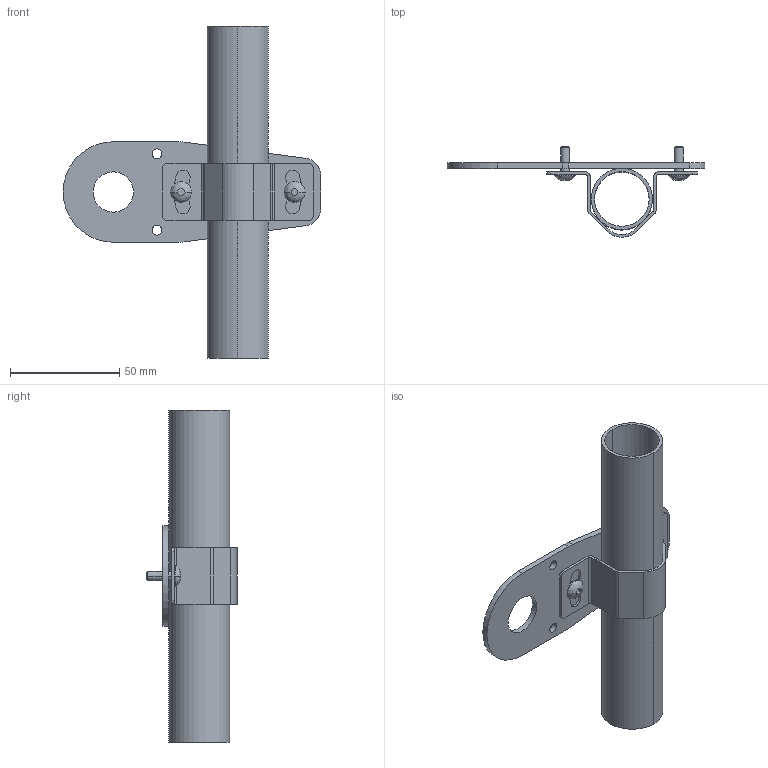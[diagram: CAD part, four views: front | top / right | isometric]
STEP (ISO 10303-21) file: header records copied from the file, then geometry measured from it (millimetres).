
FILE_DESCRIPTION((''),'2;1');
FILE_NAME('156794_SW','2011-10-06T',('banengservice'),('BANNER ENGINEERING'),'PRO/ENGINEER BY PARAMETRIC TECHNOLOGY CORPORATION, 2009141','PRO/ENGINEER BY PARAMETRIC TECHNOLOGY CORPORATION, 2009141','');
FILE_SCHEMA(('CONFIG_CONTROL_DESIGN'));
Length unit declared in the file: inch
Products named in the file (1): 156794_SW
Bounding box: 118 x 41.35 x 152 mm (x, y, z)
Volume: 34111.3 mm3; surface area: 41620.6 mm2
Topology: 3 solids, 3 shells, 100 faces, 272 edges, 176 vertices
Faces by surface type: cylinder 49, plane 43, bspline 4, cone 4
Entity records: 3462 total; most frequent: CARTESIAN_POINT 792, DIRECTION 570, ORIENTED_EDGE 544, EDGE_CURVE 272, AXIS2_PLACEMENT_3D 218, VERTEX_POINT 176, VECTOR 134, LINE 134
